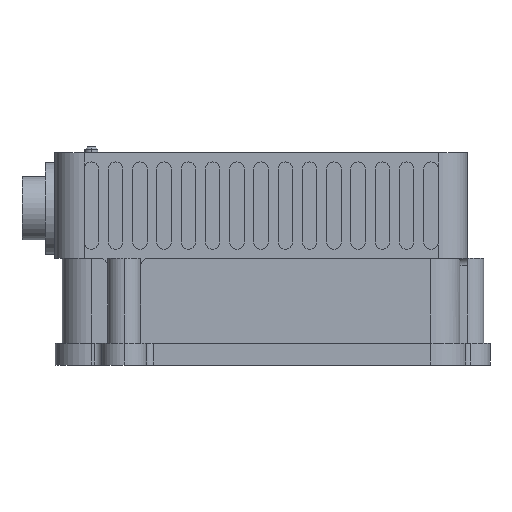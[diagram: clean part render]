
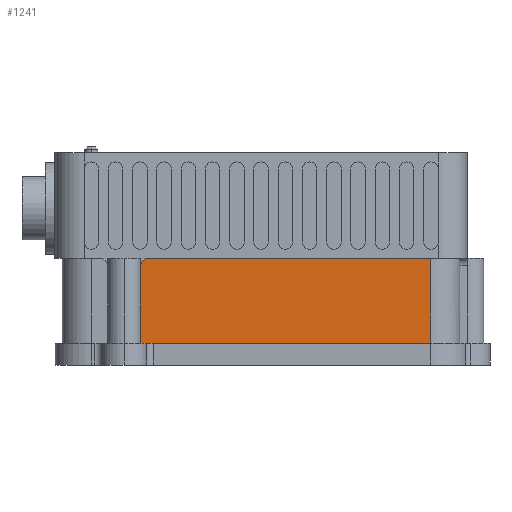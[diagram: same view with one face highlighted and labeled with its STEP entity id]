
A CAD part, left-side view. The second image highlights one B-rep face of the part: STEP entity #1241.
In plain terms, the highlighted planar face has unit normal (-1, 0, 0).
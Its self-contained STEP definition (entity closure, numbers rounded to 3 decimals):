
#106 = EDGE_CURVE ( 'NONE', #23848, #7941, #24624, .T. ) ;
#326 = VERTEX_POINT ( 'NONE', #13412 ) ;
#739 = VECTOR ( 'NONE', #13888, 1000. ) ;
#1241 = ADVANCED_FACE ( 'NONE', ( #15265 ), #4418, .F. ) ;
#2647 = DIRECTION ( 'NONE',  ( 1., 0., 0. ) ) ;
#3058 = ORIENTED_EDGE ( 'NONE', *, *, #106, .T. ) ;
#3184 = DIRECTION ( 'NONE',  ( 0., 0., 1. ) ) ;
#4276 = VERTEX_POINT ( 'NONE', #18966 ) ;
#4289 = CARTESIAN_POINT ( 'NONE',  ( -41., -35., -19.5 ) ) ;
#4418 = PLANE ( 'NONE',  #7735 ) ;
#5510 = ORIENTED_EDGE ( 'NONE', *, *, #7659, .F. ) ;
#6657 = CIRCLE ( 'NONE', #23734, 1.5 ) ;
#6838 = VECTOR ( 'NONE', #17574, 1000. ) ;
#7287 = LINE ( 'NONE', #14754, #22526 ) ;
#7642 = LINE ( 'NONE', #4289, #739 ) ;
#7659 = EDGE_CURVE ( 'NONE', #20781, #4276, #7287, .T. ) ;
#7735 = AXIS2_PLACEMENT_3D ( 'NONE', #23476, #2647, #15764 ) ;
#7887 = VECTOR ( 'NONE', #12612, 1000. ) ;
#7941 = VERTEX_POINT ( 'NONE', #23637 ) ;
#7978 = CARTESIAN_POINT ( 'NONE',  ( -41., 35., -2. ) ) ;
#9432 = EDGE_CURVE ( 'NONE', #326, #4276, #6657, .T. ) ;
#10786 = CARTESIAN_POINT ( 'NONE',  ( -41., -35., -137.966 ) ) ;
#11330 = DIRECTION ( 'NONE',  ( 0., 1., 0. ) ) ;
#12612 = DIRECTION ( 'NONE',  ( 0., 0., 1. ) ) ;
#13412 = CARTESIAN_POINT ( 'NONE',  ( -41., 23.35, -2. ) ) ;
#13888 = DIRECTION ( 'NONE',  ( 0., 1., 0. ) ) ;
#14134 = EDGE_CURVE ( 'NONE', #23848, #20781, #7642, .T. ) ;
#14754 = CARTESIAN_POINT ( 'NONE',  ( -41., 24.85, -137.966 ) ) ;
#15265 = FACE_OUTER_BOUND ( 'NONE', #17087, .T. ) ;
#15764 = DIRECTION ( 'NONE',  ( 0., 1., 0. ) ) ;
#16002 = CARTESIAN_POINT ( 'NONE',  ( -41., -35., -19.5 ) ) ;
#17087 = EDGE_LOOP ( 'NONE', ( #22471, #21952, #5510, #24156, #3058 ) ) ;
#17574 = DIRECTION ( 'NONE',  ( 0., 1., 0. ) ) ;
#18966 = CARTESIAN_POINT ( 'NONE',  ( -41., 24.85, -3.5 ) ) ;
#20781 = VERTEX_POINT ( 'NONE', #23330 ) ;
#21035 = CARTESIAN_POINT ( 'NONE',  ( -41., 23.35, -3.5 ) ) ;
#21952 = ORIENTED_EDGE ( 'NONE', *, *, #9432, .T. ) ;
#22471 = ORIENTED_EDGE ( 'NONE', *, *, #24796, .T. ) ;
#22526 = VECTOR ( 'NONE', #3184, 1000. ) ;
#22894 = DIRECTION ( 'NONE',  ( -1., 0., 0. ) ) ;
#23330 = CARTESIAN_POINT ( 'NONE',  ( -41., 24.85, -19.5 ) ) ;
#23476 = CARTESIAN_POINT ( 'NONE',  ( -41., 35., -137.966 ) ) ;
#23637 = CARTESIAN_POINT ( 'NONE',  ( -41., -35., -2. ) ) ;
#23734 = AXIS2_PLACEMENT_3D ( 'NONE', #21035, #22894, #11330 ) ;
#23848 = VERTEX_POINT ( 'NONE', #16002 ) ;
#23893 = LINE ( 'NONE', #7978, #6838 ) ;
#24156 = ORIENTED_EDGE ( 'NONE', *, *, #14134, .F. ) ;
#24624 = LINE ( 'NONE', #10786, #7887 ) ;
#24796 = EDGE_CURVE ( 'NONE', #7941, #326, #23893, .T. ) ;
